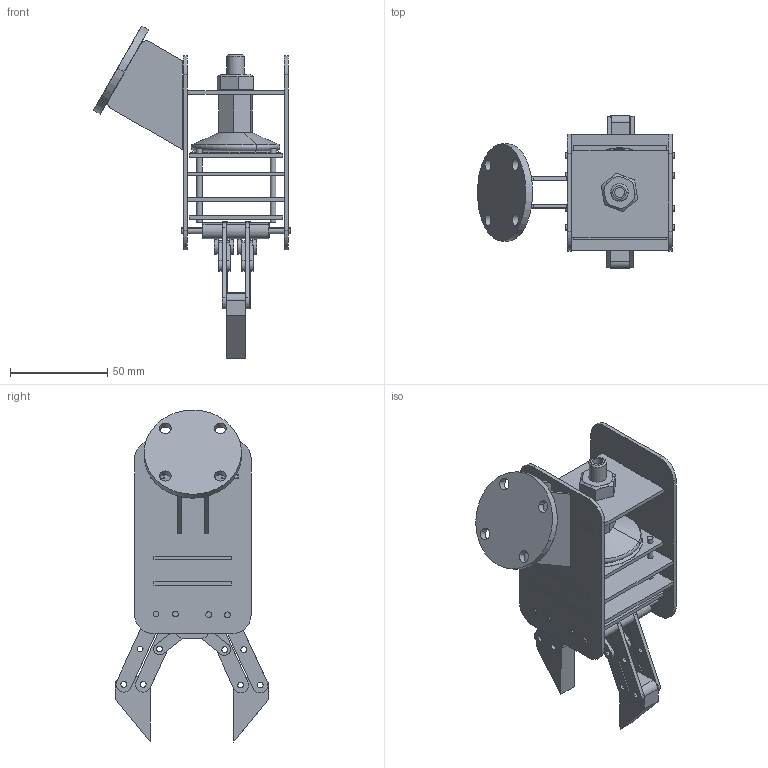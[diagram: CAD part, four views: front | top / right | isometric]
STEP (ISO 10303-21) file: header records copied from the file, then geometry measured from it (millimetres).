
FILE_DESCRIPTION(('CATIA V5 STEP Exchange'),'2;1');
FILE_NAME('Gripper_Tool.stp','2022-11-06T06:45:17+00:00',('none'),('none'),'CATIA Version 5 Release 19 GA (IN-10)','CATIA V5 STEP AP203','none');
FILE_SCHEMA(('CONFIG_CONTROL_DESIGN'));
Length unit declared in the file: millimetre
Products named in the file (1): Gripper_Tool
Bounding box: 101.37 x 78.8 x 170.87 mm (x, y, z)
Volume: 94253.3 mm3; surface area: 100346.9 mm2
Topology: 56 solids, 56 shells, 653 faces, 1628 edges, 1092 vertices
Faces by surface type: cylinder 320, plane 317, cone 10, torus 6
Entity records: 18574 total; most frequent: CARTESIAN_POINT 3428, ORIENTED_EDGE 3256, DIRECTION 2493, EDGE_CURVE 1628, AXIS2_PLACEMENT_3D 1129, VERTEX_POINT 1092, VECTOR 899, LINE 899
